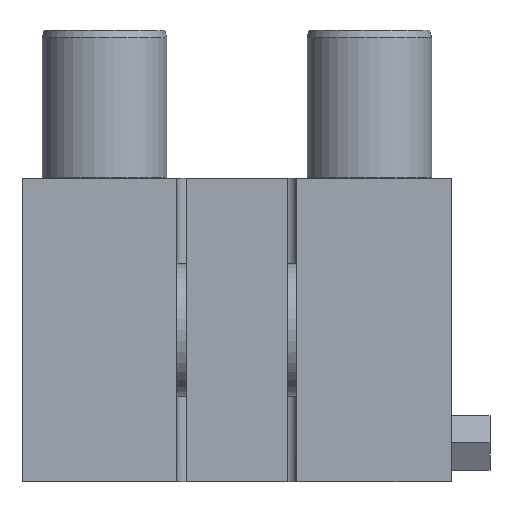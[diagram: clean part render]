
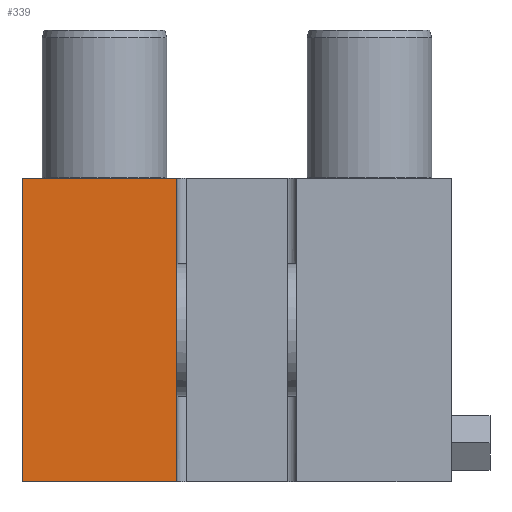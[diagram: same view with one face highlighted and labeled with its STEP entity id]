
A CAD part, front view. The second image highlights one B-rep face of the part: STEP entity #339.
In plain terms, the highlighted planar face has unit normal (0, -1, 0).
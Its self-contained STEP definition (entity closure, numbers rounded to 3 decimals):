
#339 = ADVANCED_FACE( '', ( #683 ), #684, .F. );
#683 = FACE_OUTER_BOUND( '', #1073, .T. );
#684 = PLANE( '', #1074 );
#1073 = EDGE_LOOP( '', ( #1988, #1989, #1990, #1991 ) );
#1074 = AXIS2_PLACEMENT_3D( '', #1992, #1993, #1994 );
#1988 = ORIENTED_EDGE( '', *, *, #2436, .T. );
#1989 = ORIENTED_EDGE( '', *, *, #2240, .F. );
#1990 = ORIENTED_EDGE( '', *, *, #2430, .F. );
#1991 = ORIENTED_EDGE( '', *, *, #2439, .T. );
#1992 = CARTESIAN_POINT( '', ( 19.5, 2.5, -7.7 ) );
#1993 = DIRECTION( '', ( 0., 1., 0. ) );
#1994 = DIRECTION( '', ( 0., 0., 1. ) );
#2240 = EDGE_CURVE( '', #2581, #2576, #2583, .T. );
#2430 = EDGE_CURVE( '', #2892, #2581, #2894, .T. );
#2436 = EDGE_CURVE( '', #2902, #2576, #2903, .T. );
#2439 = EDGE_CURVE( '', #2892, #2902, #2906, .T. );
#2576 = VERTEX_POINT( '', #3124 );
#2581 = VERTEX_POINT( '', #3131 );
#2583 = LINE( '', #3134, #3135 );
#2892 = VERTEX_POINT( '', #3574 );
#2894 = LINE( '', #3577, #3578 );
#2902 = VERTEX_POINT( '', #3590 );
#2903 = LINE( '', #3591, #3592 );
#2906 = LINE( '', #3597, #3598 );
#3124 = CARTESIAN_POINT( '', ( -19.5, 2.5, -27.5 ) );
#3131 = CARTESIAN_POINT( '', ( 19.5, 2.5, -27.5 ) );
#3134 = CARTESIAN_POINT( '', ( 19.5, 2.5, -27.5 ) );
#3135 = VECTOR( '', #3772, 1000. );
#3574 = CARTESIAN_POINT( '', ( 19.5, 2.5, -7.7 ) );
#3577 = CARTESIAN_POINT( '', ( 19.5, 2.5, -7.7 ) );
#3578 = VECTOR( '', #4073, 1000. );
#3590 = CARTESIAN_POINT( '', ( -19.5, 2.5, -7.7 ) );
#3591 = CARTESIAN_POINT( '', ( -19.5, 2.5, -7.7 ) );
#3592 = VECTOR( '', #4081, 1000. );
#3597 = CARTESIAN_POINT( '', ( 19.5, 2.5, -7.7 ) );
#3598 = VECTOR( '', #4084, 1000. );
#3772 = DIRECTION( '', ( -1., 0., 0. ) );
#4073 = DIRECTION( '', ( 0., 0., -1. ) );
#4081 = DIRECTION( '', ( 0., 0., -1. ) );
#4084 = DIRECTION( '', ( -1., 0., 0. ) );
